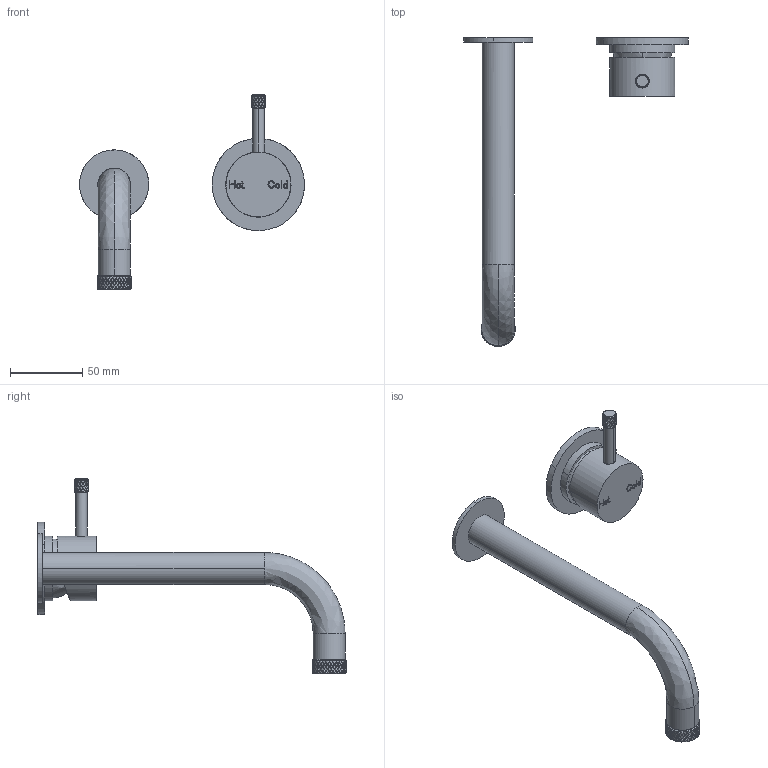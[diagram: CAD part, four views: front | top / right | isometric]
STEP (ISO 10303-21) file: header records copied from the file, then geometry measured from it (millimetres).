
FILE_DESCRIPTION(/* description */ (''),/* implementation_level */ '2;1');
FILE_NAME(/* name */ 'SCALA_NOVA_SNWBBMS200.01_WALL_BASIN_BATH_MIXER_SYSTEM_200_STEP',/* time_stamp */ '2026-02-16T13:06:50+11:00',/* author */ (''),/* organization */ (''),/* preprocessor_version */ 'ST-DEVELOPER v16.5',/* originating_system */ 'Rhino 7.38',/* authorisation */ '');
FILE_SCHEMA (('AUTOMOTIVE_DESIGN'));
Length unit declared in the file: millimetre
Products named in the file (2): Document; Block 12
Assembly tree (1 placements, depth 2):
  Document
    Block 12
Bounding box: 155.94 x 213.85 x 135.4 mm (x, y, z)
Volume: 168120.3 mm3; surface area: 46734.5 mm2
Topology: 8 solids, 10 shells, 2501 faces, 5846 edges, 3505 vertices
Faces by surface type: bspline 1164, plane 954, cylinder 383
Entity records: 100021 total; most frequent: CARTESIAN_POINT 63120, ORIENTED_EDGE 11683, EDGE_CURVE 5842, B_SPLINE_CURVE_WITH_KNOTS 3935, VERTEX_POINT 3503, EDGE_LOOP 2646, ADVANCED_FACE 2500, FACE_OUTER_BOUND 2500
